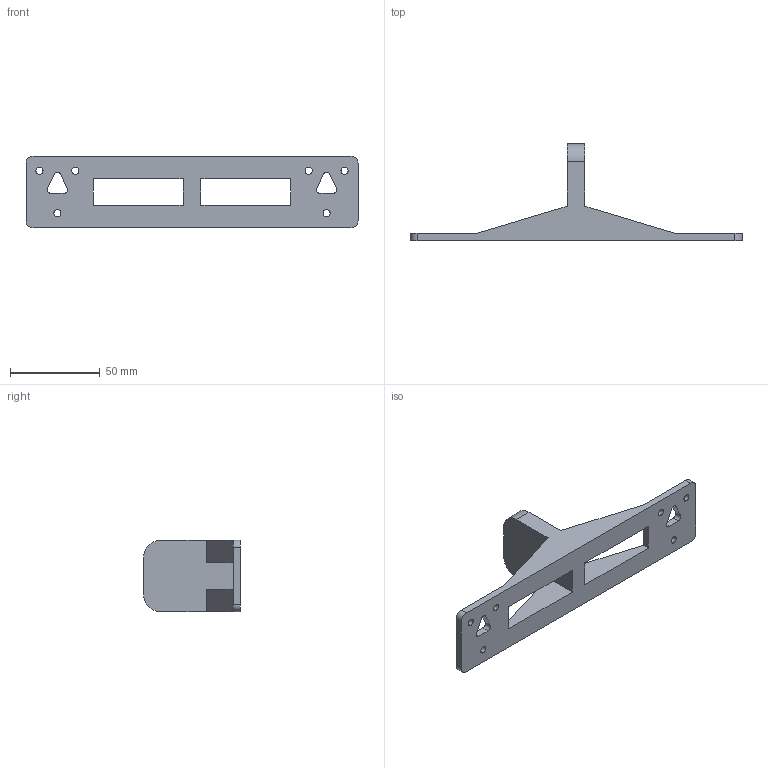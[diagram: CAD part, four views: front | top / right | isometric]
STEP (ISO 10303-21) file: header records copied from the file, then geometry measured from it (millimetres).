
FILE_DESCRIPTION (( 'STEP AP214' ), '1' );
FILE_NAME ('CameraBase.STEP', '2024-07-24T15:54:17', ( '' ), ( '' ), 'SwSTEP 2.0', 'SolidWorks 2024', '' );
FILE_SCHEMA (( 'AUTOMOTIVE_DESIGN' ));
Length unit declared in the file: millimetre
Products named in the file (1): CameraBase
Bounding box: 185 x 54 x 40 mm (x, y, z)
Volume: 60832 mm3; surface area: 21857.5 mm2
Topology: 1 solids, 1 shells, 50 faces, 146 edges, 96 vertices
Faces by surface type: plane 26, cylinder 24
Entity records: 1729 total; most frequent: DIRECTION 296, CARTESIAN_POINT 293, ORIENTED_EDGE 292, EDGE_CURVE 146, AXIS2_PLACEMENT_3D 99, VECTOR 98, LINE 98, VERTEX_POINT 96
